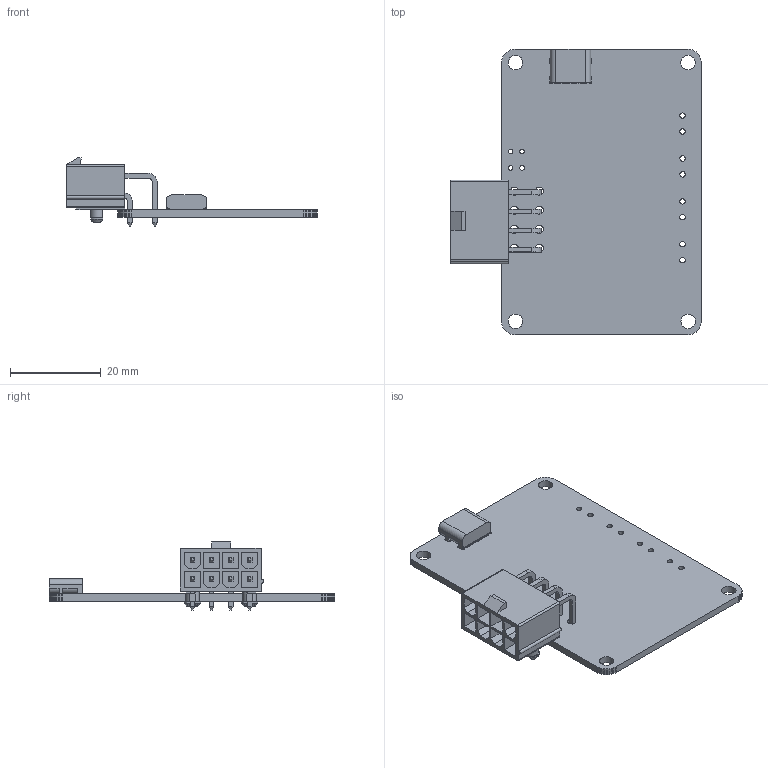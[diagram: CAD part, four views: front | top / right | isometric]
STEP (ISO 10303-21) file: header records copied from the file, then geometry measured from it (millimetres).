
FILE_DESCRIPTION(('KiCad electronic assembly'),'2;1');
FILE_NAME('flintandsteel.step','2023-03-30T04:02:15',('Pcbnew'),('Kicad' ),'Open CASCADE STEP processor 7.6','KiCad to STEP converter', 'Unknown');
FILE_SCHEMA(('AUTOMOTIVE_DESIGN { 1 0 10303 214 1 1 1 1 }'));
Length unit declared in the file: millimetre
Products named in the file (6): flintandsteel 1; USB_C_Receptacle_Palconn_UTC16-G; SOLID; 26013144; COMPOUND; PCB
Assembly tree (5 placements, depth 3):
  flintandsteel 1
    USB_C_Receptacle_Palconn_UTC16-G
      SOLID
    26013144
      COMPOUND
    PCB
Bounding box: 55.18 x 63 x 15 mm (x, y, z)
Volume: 5884 mm3; surface area: 9088.6 mm2
Topology: 3 solids, 3 shells, 585 faces, 1527 edges, 978 vertices
Faces by surface type: plane 506, cylinder 73, cone 6
Full cylindrical faces by diameter (mm): 0.5 x2, 0.6 x2, 1 x4, 1.2 x8, 1.8 x8, 3.2 x4
Entity records: 39091 total; most frequent: CARTESIAN_POINT 6942, DIRECTION 5827, LINE 4235, VECTOR 4235, ORIENTED_EDGE 3054, PCURVE 3054, DEFINITIONAL_REPRESENTATION 3054, EDGE_CURVE 1527
